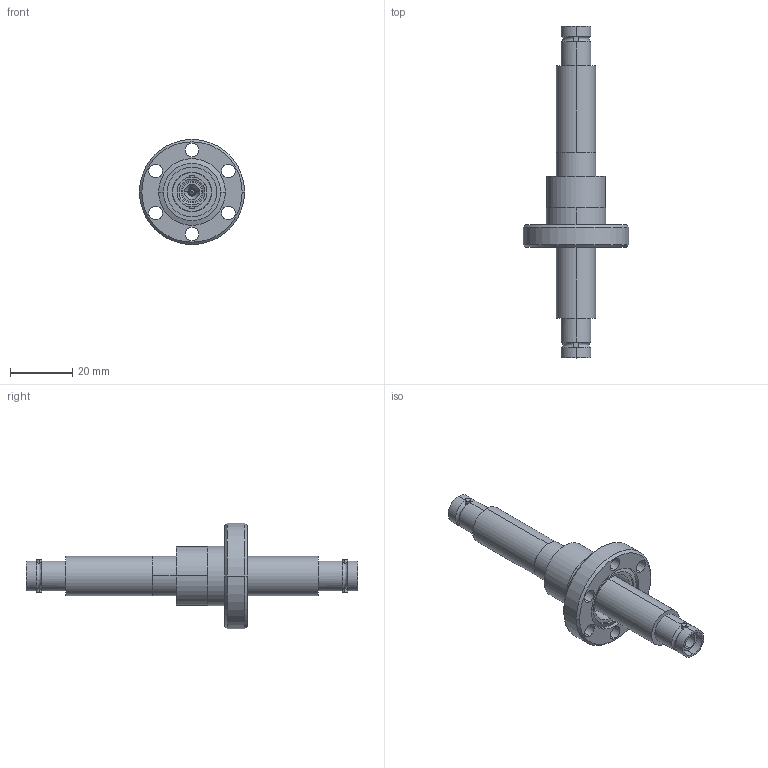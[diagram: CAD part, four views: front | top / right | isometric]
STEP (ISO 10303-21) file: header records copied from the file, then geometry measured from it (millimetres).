
FILE_DESCRIPTION (( 'STEP AP203' ), '1' );
FILE_NAME ('A0472-5-CF.STEP', '2013-08-29T11:37:08', ( '' ), ( '' ), 'SwSTEP 2.0', 'SolidWorks 2012', '' );
FILE_SCHEMA (( 'CONFIG_CONTROL_DESIGN' ));
Length unit declared in the file: inch
Products named in the file (1): A0472-5-CF
Bounding box: 33.78 x 106.68 x 33.78 mm (x, y, z)
Volume: 12829.4 mm3; surface area: 14904.8 mm2
Topology: 1 solids, 3 shells, 246 faces, 562 edges, 350 vertices
Faces by surface type: cylinder 132, cone 58, plane 40, bspline 16
Entity records: 7491 total; most frequent: CARTESIAN_POINT 1705, DIRECTION 1308, ORIENTED_EDGE 1116, AXIS2_PLACEMENT_3D 559, EDGE_CURVE 558, VERTEX_POINT 350, CIRCLE 328, EDGE_LOOP 294
